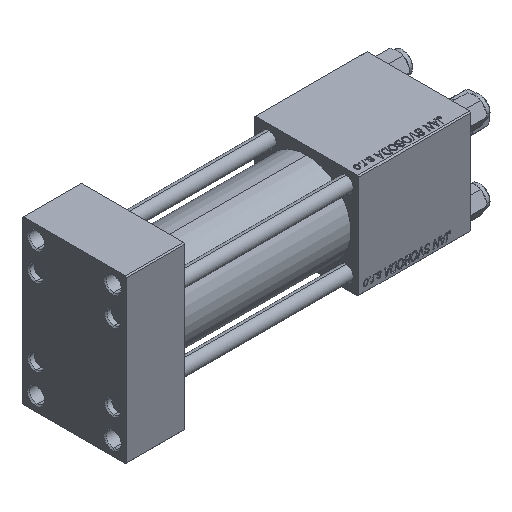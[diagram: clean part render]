
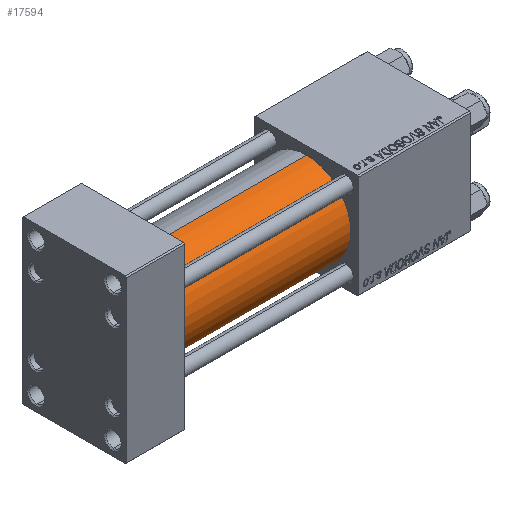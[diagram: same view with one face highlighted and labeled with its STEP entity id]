
A CAD part, isometric view. The second image highlights one B-rep face of the part: STEP entity #17594.
In plain terms, the highlighted cylindrical face has radius 19 mm (diameter 38 mm), a partial arc.
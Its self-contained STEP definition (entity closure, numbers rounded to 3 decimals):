
#55 = CIRCLE ( 'NONE', #849, 19. ) ;
#135 = VERTEX_POINT ( 'NONE', #6116 ) ;
#849 = AXIS2_PLACEMENT_3D ( 'NONE', #34876, #4294, #27548 ) ;
#1674 = CIRCLE ( 'NONE', #12954, 19. ) ;
#3033 = EDGE_CURVE ( 'NONE', #135, #40927, #3315, .T. ) ;
#3315 = LINE ( 'NONE', #18735, #19628 ) ;
#3468 = CYLINDRICAL_SURFACE ( 'NONE', #34124, 19. ) ;
#4294 = DIRECTION ( 'NONE',  ( 1., 0., 0. ) ) ;
#5727 = LINE ( 'NONE', #21143, #18307 ) ;
#6116 = CARTESIAN_POINT ( 'NONE',  ( 100., 0., -19. ) ) ;
#6599 = EDGE_LOOP ( 'NONE', ( #20037, #25038, #30970, #14647 ) ) ;
#10400 = VERTEX_POINT ( 'NONE', #13355 ) ;
#11131 = DIRECTION ( 'NONE',  ( -1., 0., 0. ) ) ;
#11152 = EDGE_CURVE ( 'NONE', #40744, #40927, #55, .T. ) ;
#11536 = DIRECTION ( 'NONE',  ( 0., 0., 1. ) ) ;
#11664 = EDGE_CURVE ( 'NONE', #10400, #135, #1674, .T. ) ;
#12954 = AXIS2_PLACEMENT_3D ( 'NONE', #35202, #35449, #20537 ) ;
#13355 = CARTESIAN_POINT ( 'NONE',  ( 100., 0., 19. ) ) ;
#14529 = DIRECTION ( 'NONE',  ( -1., 0., 0. ) ) ;
#14647 = ORIENTED_EDGE ( 'NONE', *, *, #11152, .T. ) ;
#15334 = FACE_OUTER_BOUND ( 'NONE', #6599, .T. ) ;
#17208 = CARTESIAN_POINT ( 'NONE',  ( 25., 0., -19. ) ) ;
#17594 = ADVANCED_FACE ( 'NONE', ( #15334 ), #3468, .T. ) ;
#18307 = VECTOR ( 'NONE', #14529, 1000. ) ;
#18735 = CARTESIAN_POINT ( 'NONE',  ( 100., 0., -19. ) ) ;
#19628 = VECTOR ( 'NONE', #11131, 1000. ) ;
#20037 = ORIENTED_EDGE ( 'NONE', *, *, #3033, .F. ) ;
#20537 = DIRECTION ( 'NONE',  ( 0., 0., -1. ) ) ;
#21143 = CARTESIAN_POINT ( 'NONE',  ( 100., 0., 19. ) ) ;
#22023 = CARTESIAN_POINT ( 'NONE',  ( 25., 0., 19. ) ) ;
#25038 = ORIENTED_EDGE ( 'NONE', *, *, #11664, .F. ) ;
#27548 = DIRECTION ( 'NONE',  ( 0., 0., 1. ) ) ;
#30743 = CARTESIAN_POINT ( 'NONE',  ( 100., 0., 0. ) ) ;
#30970 = ORIENTED_EDGE ( 'NONE', *, *, #33982, .T. ) ;
#33982 = EDGE_CURVE ( 'NONE', #10400, #40744, #5727, .T. ) ;
#34124 = AXIS2_PLACEMENT_3D ( 'NONE', #30743, #46165, #11536 ) ;
#34876 = CARTESIAN_POINT ( 'NONE',  ( 25., 0., 0. ) ) ;
#35202 = CARTESIAN_POINT ( 'NONE',  ( 100., 0., 0. ) ) ;
#35449 = DIRECTION ( 'NONE',  ( 1., 0., 0. ) ) ;
#40744 = VERTEX_POINT ( 'NONE', #22023 ) ;
#40927 = VERTEX_POINT ( 'NONE', #17208 ) ;
#46165 = DIRECTION ( 'NONE',  ( -1., 0., 0. ) ) ;
